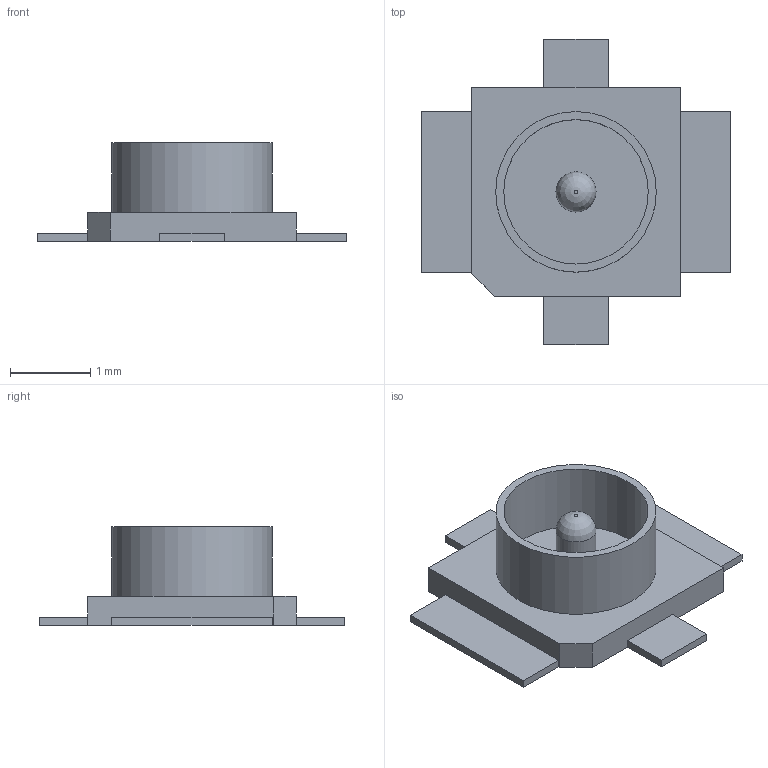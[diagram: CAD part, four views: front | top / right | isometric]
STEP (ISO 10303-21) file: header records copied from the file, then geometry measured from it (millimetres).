
FILE_DESCRIPTION(/* description */ ('model of U.FL_Molex_MCRF_73412-0110_Vertical'),/* implementation_level */ '2;1');
FILE_NAME(/* name */ 'U.FL_Molex_MCRF_73412-0110_Vertical.step',/* time_stamp */ '2019-01-01T19:50:49',/* author */ ('kicad StepUp','ksu'),/* organization */ ('FreeCAD'),/* preprocessor_version */ 'OCC',/* originating_system */ 'kicad StepUp',/* authorisation */ '');
FILE_SCHEMA(('AUTOMOTIVE_DESIGN { 1 0 10303 214 1 1 1 1 }'));
Length unit declared in the file: millimetre
Products named in the file (1): U_FL_Molex_MCRF_73412_0110
Bounding box: 3.85 x 3.8 x 1.23 mm (x, y, z)
Volume: 3.4 mm3; surface area: 36 mm2
Topology: 1 solids, 1 shells, 38 faces, 90 edges, 57 vertices
Faces by surface type: plane 34, cylinder 3, revolution 1
Full cylindrical faces by diameter (mm): 0.5 x1, 1.8 x1, 2 x1
Entity records: 1356 total; most frequent: CARTESIAN_POINT 193, ORIENTED_EDGE 180, DIRECTION 175, EDGE_CURVE 90, LINE 82, VECTOR 82, VERTEX_POINT 57, AXIS2_PLACEMENT_3D 46
